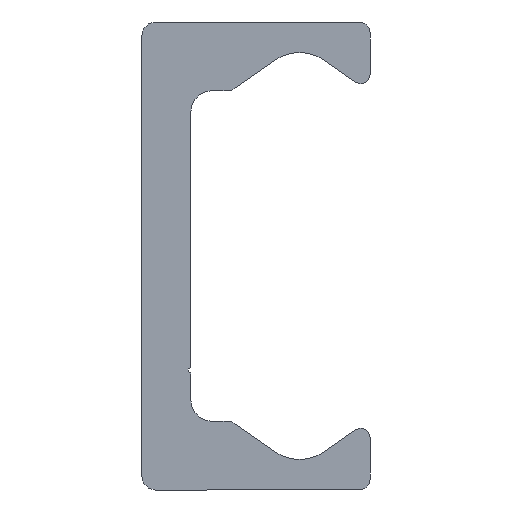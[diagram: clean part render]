
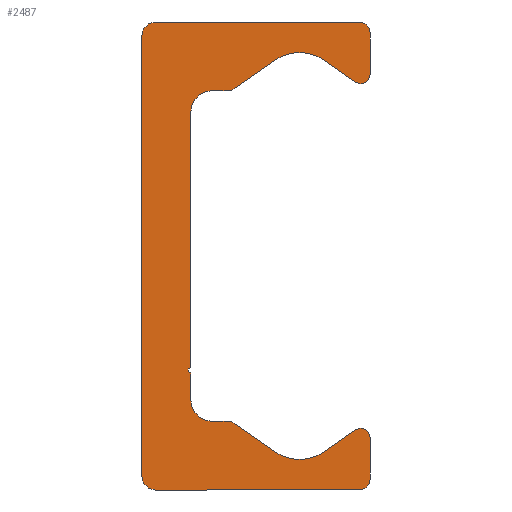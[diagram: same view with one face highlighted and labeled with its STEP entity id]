
A CAD part, left-side view. The second image highlights one B-rep face of the part: STEP entity #2487.
In plain terms, the highlighted planar face has unit normal (-1, 0, 0).
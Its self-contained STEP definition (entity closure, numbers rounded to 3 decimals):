
#1512=CARTESIAN_POINT('',(0.0,9.25,-21.5));
#1513=VERTEX_POINT('',#1512);
#1520=CARTESIAN_POINT('',(0.0,10.5,-20.25));
#1521=VERTEX_POINT('',#1520);
#1522=CARTESIAN_POINT('',(0.0,9.25,-20.25));
#1523=DIRECTION('',(1.0,0.0,0.0));
#1524=DIRECTION('',(0.0,0.0,-1.0));
#1525=AXIS2_PLACEMENT_3D('',#1522,#1523,#1524);
#1526=CIRCLE('',#1525,1.25);
#1527=EDGE_CURVE('',#1513,#1521,#1526,.T.);
#1551=CARTESIAN_POINT('',(0.0,-9.5,-21.5));
#1552=VERTEX_POINT('',#1551);
#1559=CARTESIAN_POINT('',(0.0,-9.5,-21.5));
#1560=DIRECTION('',(0.0,1.0,0.0));
#1561=VECTOR('',#1560,18.75);
#1562=LINE('',#1559,#1561);
#1563=EDGE_CURVE('',#1552,#1513,#1562,.T.);
#1583=CARTESIAN_POINT('',(0.0,-10.5,-20.5));
#1584=VERTEX_POINT('',#1583);
#1591=CARTESIAN_POINT('',(0.0,-9.5,-20.5));
#1592=DIRECTION('',(1.0,0.0,0.0));
#1593=DIRECTION('',(0.0,-1.0,0.0));
#1594=AXIS2_PLACEMENT_3D('',#1591,#1592,#1593);
#1595=CIRCLE('',#1594,1.0);
#1596=EDGE_CURVE('',#1584,#1552,#1595,.T.);
#1615=CARTESIAN_POINT('',(0.0,-10.5,-16.65));
#1616=VERTEX_POINT('',#1615);
#1623=CARTESIAN_POINT('',(0.0,-10.5,-16.65));
#1624=DIRECTION('',(0.0,0.0,-1.0));
#1625=VECTOR('',#1624,3.85);
#1626=LINE('',#1623,#1625);
#1627=EDGE_CURVE('',#1616,#1584,#1626,.T.);
#1647=CARTESIAN_POINT('',(0.0,-9.162,-15.954));
#1648=VERTEX_POINT('',#1647);
#1655=CARTESIAN_POINT('',(0.0,-9.65,-16.65));
#1656=DIRECTION('',(1.0,0.0,0.0));
#1657=DIRECTION('',(0.0,0.574,0.819));
#1658=AXIS2_PLACEMENT_3D('',#1655,#1656,#1657);
#1659=CIRCLE('',#1658,0.85);
#1660=EDGE_CURVE('',#1648,#1616,#1659,.T.);
#1679=CARTESIAN_POINT('',(0.0,-6.294,-17.962));
#1680=VERTEX_POINT('',#1679);
#1687=CARTESIAN_POINT('',(0.0,-6.294,-17.962));
#1688=DIRECTION('',(0.0,-0.819,0.574));
#1689=VECTOR('',#1688,3.501);
#1690=LINE('',#1687,#1689);
#1691=EDGE_CURVE('',#1680,#1648,#1690,.T.);
#1711=CARTESIAN_POINT('',(0.0,-1.706,-17.962));
#1712=VERTEX_POINT('',#1711);
#1719=CARTESIAN_POINT('',(0.0,-4.,-14.685));
#1720=DIRECTION('',(-1.0,0.0,0.0));
#1721=DIRECTION('',(0.0,0.574,0.819));
#1722=AXIS2_PLACEMENT_3D('',#1719,#1720,#1721);
#1723=CIRCLE('',#1722,4.0);
#1724=EDGE_CURVE('',#1712,#1680,#1723,.T.);
#1743=CARTESIAN_POINT('',(0.0,1.981,-15.381));
#1744=VERTEX_POINT('',#1743);
#1751=CARTESIAN_POINT('',(0.0,1.981,-15.381));
#1752=DIRECTION('',(0.0,-0.819,-0.574));
#1753=VECTOR('',#1752,4.5);
#1754=LINE('',#1751,#1753);
#1755=EDGE_CURVE('',#1744,#1712,#1754,.T.);
#1775=CARTESIAN_POINT('',(0.0,2.554,-15.2));
#1776=VERTEX_POINT('',#1775);
#1783=CARTESIAN_POINT('',(0.0,2.554,-16.2));
#1784=DIRECTION('',(1.0,0.0,0.0));
#1785=DIRECTION('',(0.0,0.0,1.0));
#1786=AXIS2_PLACEMENT_3D('',#1783,#1784,#1785);
#1787=CIRCLE('',#1786,1.);
#1788=EDGE_CURVE('',#1776,#1744,#1787,.T.);
#1807=CARTESIAN_POINT('',(0.0,4.0,-15.2));
#1808=VERTEX_POINT('',#1807);
#1815=CARTESIAN_POINT('',(0.0,4.0,-15.2));
#1816=DIRECTION('',(0.0,-1.0,0.0));
#1817=VECTOR('',#1816,1.446);
#1818=LINE('',#1815,#1817);
#1819=EDGE_CURVE('',#1808,#1776,#1818,.T.);
#1839=CARTESIAN_POINT('',(0.0,6.,-13.2));
#1840=VERTEX_POINT('',#1839);
#1847=CARTESIAN_POINT('',(0.0,4.,-13.2));
#1848=DIRECTION('',(-1.0,0.0,0.0));
#1849=DIRECTION('',(0.0,0.0,1.0));
#1850=AXIS2_PLACEMENT_3D('',#1847,#1848,#1849);
#1851=CIRCLE('',#1850,2.0);
#1852=EDGE_CURVE('',#1840,#1808,#1851,.T.);
#1871=CARTESIAN_POINT('',(0.0,6.,-10.75));
#1872=VERTEX_POINT('',#1871);
#1879=CARTESIAN_POINT('',(0.0,6.,-10.75));
#1880=DIRECTION('',(0.0,0.0,-1.0));
#1881=VECTOR('',#1880,2.45);
#1882=LINE('',#1879,#1881);
#1883=EDGE_CURVE('',#1872,#1840,#1882,.T.);
#1903=CARTESIAN_POINT('',(0.0,6.,-10.25));
#1904=VERTEX_POINT('',#1903);
#1911=CARTESIAN_POINT('',(0.0,6.,-10.5));
#1912=DIRECTION('',(-1.0,0.0,0.0));
#1913=DIRECTION('',(0.0,0.0,1.0));
#1914=AXIS2_PLACEMENT_3D('',#1911,#1912,#1913);
#1915=CIRCLE('',#1914,0.25);
#1916=EDGE_CURVE('',#1904,#1872,#1915,.T.);
#1935=CARTESIAN_POINT('',(0.0,6.,13.2));
#1936=VERTEX_POINT('',#1935);
#1943=CARTESIAN_POINT('',(0.0,6.,13.2));
#1944=DIRECTION('',(0.0,0.0,-1.0));
#1945=VECTOR('',#1944,23.45);
#1946=LINE('',#1943,#1945);
#1947=EDGE_CURVE('',#1936,#1904,#1946,.T.);
#2030=CARTESIAN_POINT('',(0.0,4.0,15.2));
#2031=VERTEX_POINT('',#2030);
#2038=CARTESIAN_POINT('',(0.0,4.,13.2));
#2039=DIRECTION('',(-1.0,0.0,0.0));
#2040=DIRECTION('',(0.0,-1.0,0.0));
#2041=AXIS2_PLACEMENT_3D('',#2038,#2039,#2040);
#2042=CIRCLE('',#2041,2.0);
#2043=EDGE_CURVE('',#2031,#1936,#2042,.T.);
#2062=CARTESIAN_POINT('',(0.0,2.554,15.2));
#2063=VERTEX_POINT('',#2062);
#2070=CARTESIAN_POINT('',(0.0,2.554,15.2));
#2071=DIRECTION('',(0.0,1.0,0.0));
#2072=VECTOR('',#2071,1.446);
#2073=LINE('',#2070,#2072);
#2074=EDGE_CURVE('',#2063,#2031,#2073,.T.);
#2094=CARTESIAN_POINT('',(0.0,1.981,15.381));
#2095=VERTEX_POINT('',#2094);
#2102=CARTESIAN_POINT('',(0.0,2.554,16.2));
#2103=DIRECTION('',(1.0,0.0,0.0));
#2104=DIRECTION('',(0.0,-0.574,-0.819));
#2105=AXIS2_PLACEMENT_3D('',#2102,#2103,#2104);
#2106=CIRCLE('',#2105,1.);
#2107=EDGE_CURVE('',#2095,#2063,#2106,.T.);
#2126=CARTESIAN_POINT('',(0.0,-1.706,17.962));
#2127=VERTEX_POINT('',#2126);
#2134=CARTESIAN_POINT('',(0.0,-1.706,17.962));
#2135=DIRECTION('',(0.0,0.819,-0.574));
#2136=VECTOR('',#2135,4.5);
#2137=LINE('',#2134,#2136);
#2138=EDGE_CURVE('',#2127,#2095,#2137,.T.);
#2158=CARTESIAN_POINT('',(0.0,-6.294,17.962));
#2159=VERTEX_POINT('',#2158);
#2166=CARTESIAN_POINT('',(0.0,-4.,14.685));
#2167=DIRECTION('',(-1.0,0.0,0.0));
#2168=DIRECTION('',(0.0,-0.574,-0.819));
#2169=AXIS2_PLACEMENT_3D('',#2166,#2167,#2168);
#2170=CIRCLE('',#2169,4.0);
#2171=EDGE_CURVE('',#2159,#2127,#2170,.T.);
#2190=CARTESIAN_POINT('',(0.0,-9.162,15.954));
#2191=VERTEX_POINT('',#2190);
#2198=CARTESIAN_POINT('',(0.0,-9.162,15.954));
#2199=DIRECTION('',(0.0,0.819,0.574));
#2200=VECTOR('',#2199,3.501);
#2201=LINE('',#2198,#2200);
#2202=EDGE_CURVE('',#2191,#2159,#2201,.T.);
#2222=CARTESIAN_POINT('',(0.0,-10.5,16.65));
#2223=VERTEX_POINT('',#2222);
#2230=CARTESIAN_POINT('',(0.0,-9.65,16.65));
#2231=DIRECTION('',(1.0,0.0,0.0));
#2232=DIRECTION('',(0.0,-1.0,0.0));
#2233=AXIS2_PLACEMENT_3D('',#2230,#2231,#2232);
#2234=CIRCLE('',#2233,0.85);
#2235=EDGE_CURVE('',#2223,#2191,#2234,.T.);
#2254=CARTESIAN_POINT('',(0.0,-10.5,20.5));
#2255=VERTEX_POINT('',#2254);
#2262=CARTESIAN_POINT('',(0.0,-10.5,20.5));
#2263=DIRECTION('',(0.0,0.0,-1.0));
#2264=VECTOR('',#2263,3.85);
#2265=LINE('',#2262,#2264);
#2266=EDGE_CURVE('',#2255,#2223,#2265,.T.);
#2286=CARTESIAN_POINT('',(0.0,-9.5,21.5));
#2287=VERTEX_POINT('',#2286);
#2294=CARTESIAN_POINT('',(0.0,-9.5,20.5));
#2295=DIRECTION('',(1.0,0.0,0.0));
#2296=DIRECTION('',(0.0,0.0,1.0));
#2297=AXIS2_PLACEMENT_3D('',#2294,#2295,#2296);
#2298=CIRCLE('',#2297,1.0);
#2299=EDGE_CURVE('',#2287,#2255,#2298,.T.);
#2318=CARTESIAN_POINT('',(0.0,9.25,21.5));
#2319=VERTEX_POINT('',#2318);
#2326=CARTESIAN_POINT('',(0.0,9.25,21.5));
#2327=DIRECTION('',(0.0,-1.0,0.0));
#2328=VECTOR('',#2327,18.75);
#2329=LINE('',#2326,#2328);
#2330=EDGE_CURVE('',#2319,#2287,#2329,.T.);
#2350=CARTESIAN_POINT('',(0.0,10.5,20.25));
#2351=VERTEX_POINT('',#2350);
#2358=CARTESIAN_POINT('',(0.0,9.25,20.25));
#2359=DIRECTION('',(1.0,0.0,0.0));
#2360=DIRECTION('',(0.0,1.0,0.0));
#2361=AXIS2_PLACEMENT_3D('',#2358,#2359,#2360);
#2362=CIRCLE('',#2361,1.25);
#2363=EDGE_CURVE('',#2351,#2319,#2362,.T.);
#2381=CARTESIAN_POINT('',(0.0,10.5,-20.25));
#2382=DIRECTION('',(0.0,0.0,1.0));
#2383=VECTOR('',#2382,40.5);
#2384=LINE('',#2381,#2383);
#2385=EDGE_CURVE('',#1521,#2351,#2384,.T.);
#2454=CARTESIAN_POINT('',(0.0,2.66,-0.019));
#2455=DIRECTION('',(1.0,0.0,0.0));
#2456=DIRECTION('',(0.0,0.0,-1.0));
#2457=AXIS2_PLACEMENT_3D('',#2454,#2455,#2456);
#2458=PLANE('',#2457);
#2459=ORIENTED_EDGE('',*,*,#2385,.F.);
#2460=ORIENTED_EDGE('',*,*,#1527,.F.);
#2461=ORIENTED_EDGE('',*,*,#1563,.F.);
#2462=ORIENTED_EDGE('',*,*,#1596,.F.);
#2463=ORIENTED_EDGE('',*,*,#1627,.F.);
#2464=ORIENTED_EDGE('',*,*,#1660,.F.);
#2465=ORIENTED_EDGE('',*,*,#1691,.F.);
#2466=ORIENTED_EDGE('',*,*,#1724,.F.);
#2467=ORIENTED_EDGE('',*,*,#1755,.F.);
#2468=ORIENTED_EDGE('',*,*,#1788,.F.);
#2469=ORIENTED_EDGE('',*,*,#1819,.F.);
#2470=ORIENTED_EDGE('',*,*,#1852,.F.);
#2471=ORIENTED_EDGE('',*,*,#1883,.F.);
#2472=ORIENTED_EDGE('',*,*,#1916,.F.);
#2473=ORIENTED_EDGE('',*,*,#1947,.F.);
#2474=ORIENTED_EDGE('',*,*,#2043,.F.);
#2475=ORIENTED_EDGE('',*,*,#2074,.F.);
#2476=ORIENTED_EDGE('',*,*,#2107,.F.);
#2477=ORIENTED_EDGE('',*,*,#2138,.F.);
#2478=ORIENTED_EDGE('',*,*,#2171,.F.);
#2479=ORIENTED_EDGE('',*,*,#2202,.F.);
#2480=ORIENTED_EDGE('',*,*,#2235,.F.);
#2481=ORIENTED_EDGE('',*,*,#2266,.F.);
#2482=ORIENTED_EDGE('',*,*,#2299,.F.);
#2483=ORIENTED_EDGE('',*,*,#2330,.F.);
#2484=ORIENTED_EDGE('',*,*,#2363,.F.);
#2485=EDGE_LOOP('',(#2459,#2460,#2461,#2462,#2463,#2464,#2465,#2466,#2467,#2468,#2469,#2470,#2471,#2472,#2473,#2474,#2475,#2476,#2477,#2478,#2479,#2480,#2481,#2482,#2483,#2484));
#2486=FACE_OUTER_BOUND('',#2485,.T.);
#2487=ADVANCED_FACE('',(#2486),#2458,.F.);
